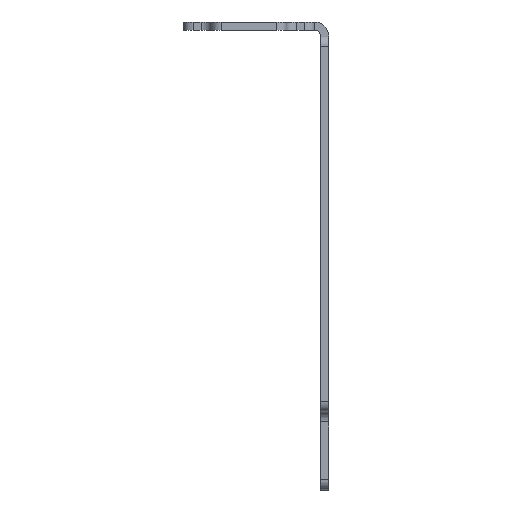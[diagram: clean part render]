
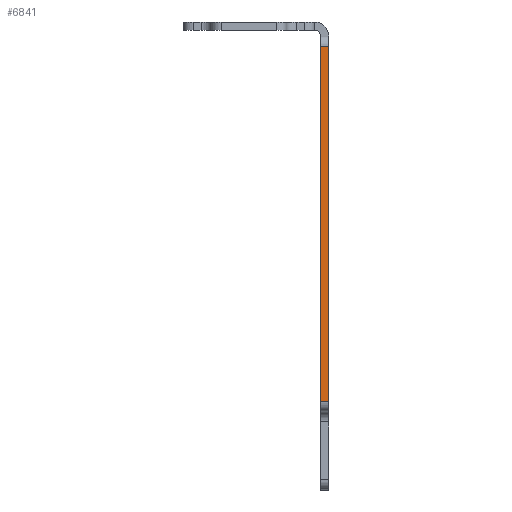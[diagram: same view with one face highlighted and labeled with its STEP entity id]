
A CAD part, left-side view. The second image highlights one B-rep face of the part: STEP entity #6841.
In plain terms, the highlighted planar face has unit normal (-1, 0, 0).
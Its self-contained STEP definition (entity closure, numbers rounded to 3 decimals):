
#37 = CARTESIAN_POINT ( 'NONE',  ( -6.5, -7.9, -45.6 ) ) ;
#708 = DIRECTION ( 'NONE',  ( 0., -1., 0. ) ) ;
#851 = ORIENTED_EDGE ( 'NONE', *, *, #11969, .F. ) ;
#1553 = LINE ( 'NONE', #1915, #5832 ) ;
#1768 = LINE ( 'NONE', #5251, #3304 ) ;
#1898 = AXIS2_PLACEMENT_3D ( 'NONE', #9275, #10233, #2464 ) ;
#1915 = CARTESIAN_POINT ( 'NONE',  ( -6.5, -7.9, -1.6 ) ) ;
#2464 = DIRECTION ( 'NONE',  ( 0., 0., -1. ) ) ;
#2906 = EDGE_LOOP ( 'NONE', ( #851, #3875, #3212, #11433 ) ) ;
#3212 = ORIENTED_EDGE ( 'NONE', *, *, #9359, .T. ) ;
#3304 = VECTOR ( 'NONE', #5373, 1000. ) ;
#3825 = CARTESIAN_POINT ( 'NONE',  ( -6.5, -7.9, -36.85 ) ) ;
#3838 = EDGE_CURVE ( 'NONE', #6580, #11558, #1553, .T. ) ;
#3875 = ORIENTED_EDGE ( 'NONE', *, *, #3838, .T. ) ;
#4408 = VECTOR ( 'NONE', #7843, 1000. ) ;
#5053 = VERTEX_POINT ( 'NONE', #12473 ) ;
#5251 = CARTESIAN_POINT ( 'NONE',  ( -6.5, -7.1, 0. ) ) ;
#5373 = DIRECTION ( 'NONE',  ( 0., 0., -1. ) ) ;
#5832 = VECTOR ( 'NONE', #11897, 1000. ) ;
#6574 = CARTESIAN_POINT ( 'NONE',  ( -6.5, -7.9, -1.6 ) ) ;
#6580 = VERTEX_POINT ( 'NONE', #6574 ) ;
#6841 = ADVANCED_FACE ( 'NONE', ( #10580 ), #8314, .T. ) ;
#7763 = EDGE_CURVE ( 'NONE', #5053, #8539, #12083, .T. ) ;
#7843 = DIRECTION ( 'NONE',  ( 0., 0., -1. ) ) ;
#8314 = PLANE ( 'NONE',  #1898 ) ;
#8539 = VERTEX_POINT ( 'NONE', #3825 ) ;
#9037 = LINE ( 'NONE', #37, #4408 ) ;
#9275 = CARTESIAN_POINT ( 'NONE',  ( -6.5, -7.9, -45.6 ) ) ;
#9359 = EDGE_CURVE ( 'NONE', #11558, #5053, #1768, .T. ) ;
#10233 = DIRECTION ( 'NONE',  ( -1., 0., 0. ) ) ;
#10580 = FACE_OUTER_BOUND ( 'NONE', #2906, .T. ) ;
#11264 = CARTESIAN_POINT ( 'NONE',  ( -6.5, -7.1, -1.6 ) ) ;
#11390 = CARTESIAN_POINT ( 'NONE',  ( -6.5, -7.9, -36.85 ) ) ;
#11433 = ORIENTED_EDGE ( 'NONE', *, *, #7763, .T. ) ;
#11558 = VERTEX_POINT ( 'NONE', #11264 ) ;
#11897 = DIRECTION ( 'NONE',  ( 0., 1., 0. ) ) ;
#11969 = EDGE_CURVE ( 'NONE', #6580, #8539, #9037, .T. ) ;
#12083 = LINE ( 'NONE', #11390, #12231 ) ;
#12231 = VECTOR ( 'NONE', #708, 1000. ) ;
#12473 = CARTESIAN_POINT ( 'NONE',  ( -6.5, -7.1, -36.85 ) ) ;
